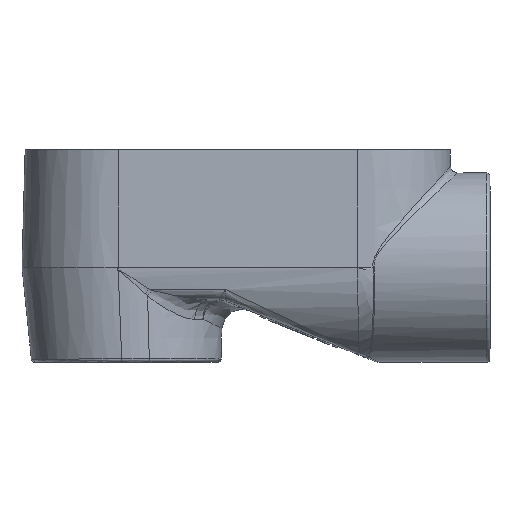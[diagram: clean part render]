
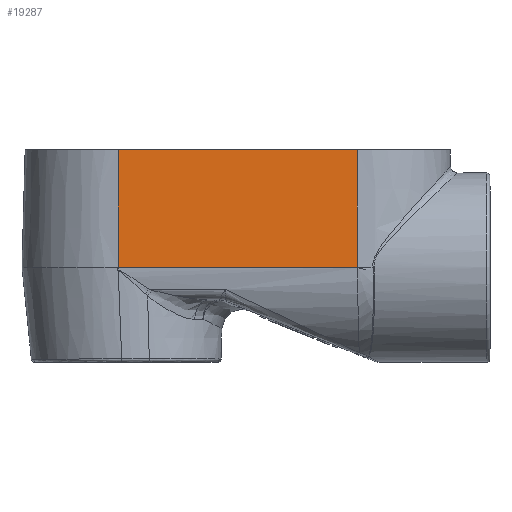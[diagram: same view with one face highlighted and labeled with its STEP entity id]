
A CAD part, top view. The second image highlights one B-rep face of the part: STEP entity #19287.
In plain terms, the highlighted planar face has unit normal (0, 0.026, 1).
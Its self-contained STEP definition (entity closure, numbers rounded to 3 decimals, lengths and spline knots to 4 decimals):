
#748=PLANE('',#19978);
#1910=LINE('',#55508,#3135);
#1919=LINE('',#56761,#3144);
#1920=LINE('',#56764,#3145);
#1921=LINE('',#56765,#3146);
#3135=VECTOR('',#22222,0.3937);
#3144=VECTOR('',#22337,2.6856);
#3145=VECTOR('',#22340,0.3937);
#3146=VECTOR('',#22341,0.3937);
#4227=FACE_OUTER_BOUND('',#5386,.T.);
#5386=EDGE_LOOP('',(#17146,#17147,#17148,#17149));
#8719=VERTEX_POINT('',#53660);
#8739=VERTEX_POINT('',#55507);
#8783=VERTEX_POINT('',#56657);
#8784=VERTEX_POINT('',#56763);
#11537=EDGE_CURVE('',#8719,#8739,#1910,.T.);
#11611=EDGE_CURVE('',#8719,#8783,#1919,.T.);
#11612=EDGE_CURVE('',#8784,#8783,#1920,.T.);
#11613=EDGE_CURVE('',#8739,#8784,#1921,.T.);
#17146=ORIENTED_EDGE('',*,*,#11537,.F.);
#17147=ORIENTED_EDGE('',*,*,#11611,.T.);
#17148=ORIENTED_EDGE('',*,*,#11612,.F.);
#17149=ORIENTED_EDGE('',*,*,#11613,.F.);
#19287=ADVANCED_FACE('',(#4227),#748,.T.);
#19978=AXIS2_PLACEMENT_3D('',#56762,#22338,#22339);
#22222=DIRECTION('',(-1.,0.,0.));
#22337=DIRECTION('',(0.,1.,-0.026));
#22338=DIRECTION('center_axis',(0.,0.026,1.));
#22339=DIRECTION('ref_axis',(1.,0.,0.));
#22340=DIRECTION('',(1.,0.,0.));
#22341=DIRECTION('',(0.,1.,-0.026));
#53660=CARTESIAN_POINT('',(2.25,0.,1.8081));
#55507=CARTESIAN_POINT('',(-2.25,0.,1.8081));
#55508=CARTESIAN_POINT('',(-3.125,0.,1.8081));
#56657=CARTESIAN_POINT('',(2.25,2.2188,1.75));
#56761=CARTESIAN_POINT('',(2.25,-0.2441,1.8145));
#56762=CARTESIAN_POINT('Origin',(-2.25,-0.2441,1.8145));
#56763=CARTESIAN_POINT('',(-2.25,2.2188,1.75));
#56764=CARTESIAN_POINT('',(0.875,2.2188,1.75));
#56765=CARTESIAN_POINT('',(-2.25,-0.2441,1.8145));
